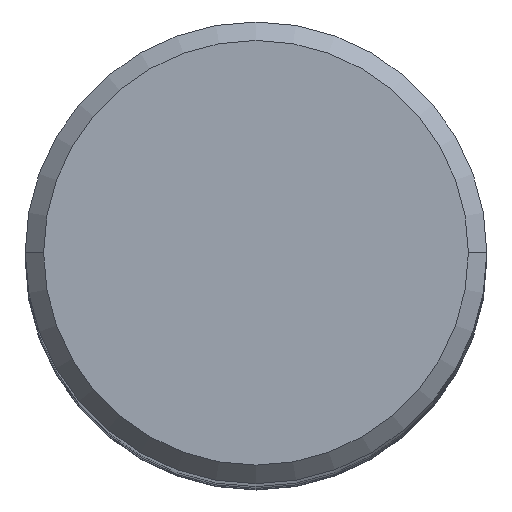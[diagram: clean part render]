
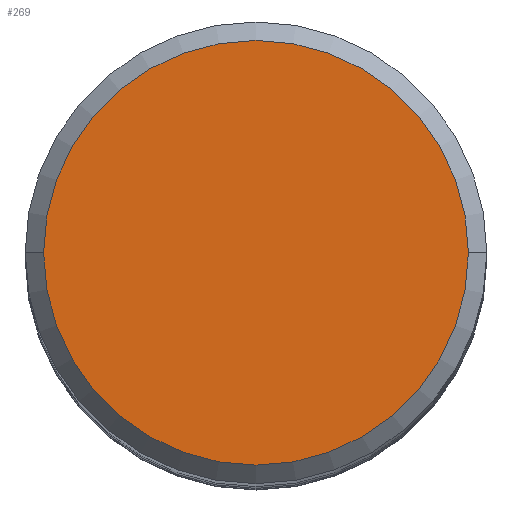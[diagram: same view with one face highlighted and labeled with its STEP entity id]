
A CAD part, top view. The second image highlights one B-rep face of the part: STEP entity #269.
In plain terms, the highlighted planar face has unit normal (0, 0, 1).
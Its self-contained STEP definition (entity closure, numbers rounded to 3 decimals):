
#37=PLANE('',#1878);
#269=ADVANCED_FACE('',(#387),#37,.F.);
#387=FACE_OUTER_BOUND('',#489,.T.);
#489=EDGE_LOOP('',(#878,#879));
#878=ORIENTED_EDGE('',*,*,#1190,.T.);
#879=ORIENTED_EDGE('',*,*,#1191,.T.);
#992=VERTEX_POINT('',#3666);
#993=VERTEX_POINT('',#3668);
#1190=EDGE_CURVE('',#992,#993,#1430,.T.);
#1191=EDGE_CURVE('',#993,#992,#1431,.T.);
#1430=CIRCLE('',#1875,11.5);
#1431=CIRCLE('',#1877,11.5);
#1875=AXIS2_PLACEMENT_3D('',#3669,#2324,#2325);
#1877=AXIS2_PLACEMENT_3D('',#3671,#2328,#2329);
#1878=AXIS2_PLACEMENT_3D('',#3672,#2330,#2331);
#2324=DIRECTION('',(0.,0.,1.));
#2325=DIRECTION('',(1.,0.,0.));
#2328=DIRECTION('',(0.,0.,1.));
#2329=DIRECTION('',(-1.,0.,0.));
#2330=DIRECTION('',(0.,0.,-1.));
#2331=DIRECTION('',(-1.,0.,0.));
#3666=CARTESIAN_POINT('',(11.5,0.,0.));
#3668=CARTESIAN_POINT('',(-11.5,0.,0.));
#3669=CARTESIAN_POINT('',(0.,0.,0.));
#3671=CARTESIAN_POINT('',(0.,0.,0.));
#3672=CARTESIAN_POINT('',(0.,0.,0.));
